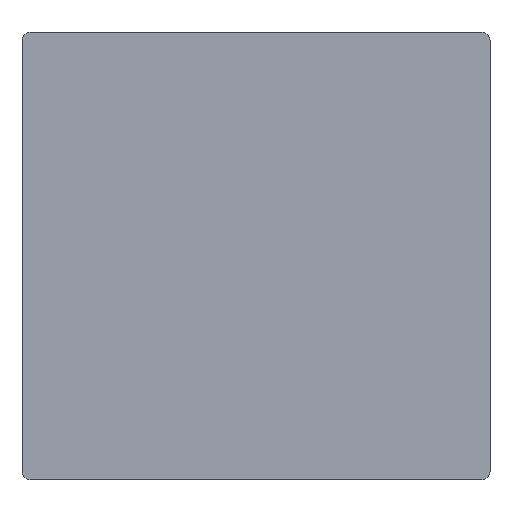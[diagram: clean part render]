
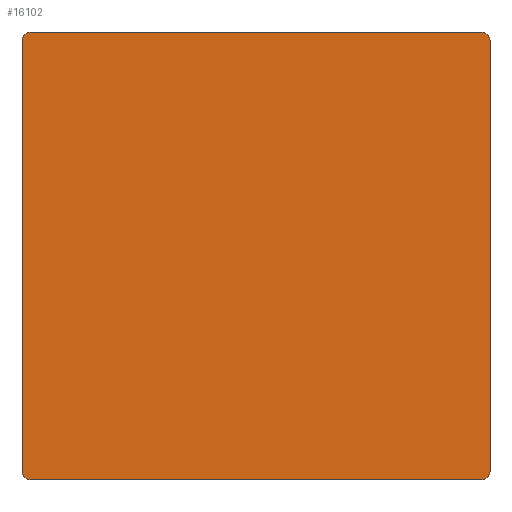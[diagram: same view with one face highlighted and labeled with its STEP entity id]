
A CAD part, front view. The second image highlights one B-rep face of the part: STEP entity #16102.
In plain terms, the highlighted planar face has unit normal (0, -1, 0).
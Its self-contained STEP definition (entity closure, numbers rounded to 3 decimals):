
#1156 = CARTESIAN_POINT ( 'NONE',  ( -1.41, -1.615, -1.395 ) ) ;
#1237 = CARTESIAN_POINT ( 'NONE',  ( 1.41, -1.615, 1.395 ) ) ;
#1293 = CARTESIAN_POINT ( 'NONE',  ( -1.41, -1.615, 1.395 ) ) ;
#1580 = CARTESIAN_POINT ( 'NONE',  ( 1.41, -1.615, -1.345 ) ) ;
#1584 = LINE ( 'NONE', #1585, #10778 ) ;
#1585 = CARTESIAN_POINT ( 'NONE',  ( -1.46, -1.615, 1.395 ) ) ;
#1586 = DIRECTION ( 'NONE',  ( 0., 0., -1. ) ) ;
#1590 = DIRECTION ( 'NONE',  ( 0., -1., 0. ) ) ;
#1591 = DIRECTION ( 'NONE',  ( -1., 0., 0. ) ) ;
#1592 = CARTESIAN_POINT ( 'NONE',  ( 1.41, -1.615, 1.345 ) ) ;
#1593 = LINE ( 'NONE', #1594, #10781 ) ;
#1594 = CARTESIAN_POINT ( 'NONE',  ( -1.46, -1.615, -1.395 ) ) ;
#1595 = DIRECTION ( 'NONE',  ( 1., 0., 0. ) ) ;
#1596 = LINE ( 'NONE', #1597, #10783 ) ;
#1597 = CARTESIAN_POINT ( 'NONE',  ( 1.46, -1.615, 1.395 ) ) ;
#1598 = DIRECTION ( 'NONE',  ( 0., 0., -1. ) ) ;
#1599 = DIRECTION ( 'NONE',  ( 0., -1., 0. ) ) ;
#1600 = DIRECTION ( 'NONE',  ( -1., 0., 0. ) ) ;
#1601 = CARTESIAN_POINT ( 'NONE',  ( -1.41, -1.615, 1.345 ) ) ;
#1602 = LINE ( 'NONE', #1603, #10785 ) ;
#1603 = CARTESIAN_POINT ( 'NONE',  ( -1.46, -1.615, 1.395 ) ) ;
#1604 = DIRECTION ( 'NONE',  ( 1., 0., 0. ) ) ;
#1605 = DIRECTION ( 'NONE',  ( 0., -1., 0. ) ) ;
#1606 = DIRECTION ( 'NONE',  ( -1., 0., 0. ) ) ;
#1607 = CARTESIAN_POINT ( 'NONE',  ( -1.41, -1.615, -1.345 ) ) ;
#1608 = DIRECTION ( 'NONE',  ( 0., -1., 0. ) ) ;
#1609 = DIRECTION ( 'NONE',  ( -1., 0., 0. ) ) ;
#3102 = VERTEX_POINT ( 'NONE', #3485 ) ;
#3485 = CARTESIAN_POINT ( 'NONE',  ( 1.41, -1.615, -1.395 ) ) ;
#4811 = FACE_OUTER_BOUND ( 'NONE', #22656, .T. ) ;
#5810 = VERTEX_POINT ( 'NONE', #21455 ) ;
#8976 = CARTESIAN_POINT ( 'NONE',  ( -1.46, -1.615, 1.345 ) ) ;
#9083 = CARTESIAN_POINT ( 'NONE',  ( 1.46, -1.615, -1.345 ) ) ;
#9140 = CARTESIAN_POINT ( 'NONE',  ( -1.46, -1.615, -1.345 ) ) ;
#10078 = VERTEX_POINT ( 'NONE', #1156 ) ;
#10230 = VERTEX_POINT ( 'NONE', #1237 ) ;
#10352 = VERTEX_POINT ( 'NONE', #1293 ) ;
#10495 = PLANE ( 'NONE',  #18207 ) ;
#10497 = CARTESIAN_POINT ( 'NONE',  ( -1.46, -1.615, 1.395 ) ) ;
#10499 = DIRECTION ( 'NONE',  ( 0., 1., 0. ) ) ;
#10501 = DIRECTION ( 'NONE',  ( -1., 0., 0. ) ) ;
#10775 = AXIS2_PLACEMENT_3D ( 'NONE', #1607, #1608, #1609 ) ;
#10777 = AXIS2_PLACEMENT_3D ( 'NONE', #1580, #1590, #1591 ) ;
#10778 = VECTOR ( 'NONE', #1586, 1000. ) ;
#10781 = VECTOR ( 'NONE', #1595, 1000. ) ;
#10782 = AXIS2_PLACEMENT_3D ( 'NONE', #1592, #1599, #1600 ) ;
#10783 = VECTOR ( 'NONE', #1598, 1000. ) ;
#10784 = AXIS2_PLACEMENT_3D ( 'NONE', #1601, #1605, #1606 ) ;
#10785 = VECTOR ( 'NONE', #1604, 1000. ) ;
#12718 = EDGE_CURVE ( 'NONE', #19272, #19436, #1584, .T. ) ;
#12720 = EDGE_CURVE ( 'NONE', #3102, #19379, #16722, .T. ) ;
#12721 = EDGE_CURVE ( 'NONE', #10078, #3102, #1593, .T. ) ;
#12722 = EDGE_CURVE ( 'NONE', #5810, #19379, #1596, .T. ) ;
#12723 = EDGE_CURVE ( 'NONE', #5810, #10230, #16723, .T. ) ;
#12724 = EDGE_CURVE ( 'NONE', #10352, #10230, #1602, .T. ) ;
#12725 = EDGE_CURVE ( 'NONE', #10352, #19272, #16724, .T. ) ;
#12726 = EDGE_CURVE ( 'NONE', #19436, #10078, #16725, .T. ) ;
#16102 = ADVANCED_FACE ( 'NONE', ( #4811 ), #10495, .F. ) ;
#16722 = CIRCLE ( 'NONE', #10777, 0.05 ) ;
#16723 = CIRCLE ( 'NONE', #10782, 0.05 ) ;
#16724 = CIRCLE ( 'NONE', #10784, 0.05 ) ;
#16725 = CIRCLE ( 'NONE', #10775, 0.05 ) ;
#18207 = AXIS2_PLACEMENT_3D ( 'NONE', #10497, #10499, #10501 ) ;
#19272 = VERTEX_POINT ( 'NONE', #8976 ) ;
#19379 = VERTEX_POINT ( 'NONE', #9083 ) ;
#19436 = VERTEX_POINT ( 'NONE', #9140 ) ;
#20313 = ORIENTED_EDGE ( 'NONE', *, *, #12721, .T. ) ;
#20314 = ORIENTED_EDGE ( 'NONE', *, *, #12722, .F. ) ;
#20315 = ORIENTED_EDGE ( 'NONE', *, *, #12720, .T. ) ;
#20316 = ORIENTED_EDGE ( 'NONE', *, *, #12723, .T. ) ;
#20317 = ORIENTED_EDGE ( 'NONE', *, *, #12724, .F. ) ;
#20318 = ORIENTED_EDGE ( 'NONE', *, *, #12725, .T. ) ;
#20319 = ORIENTED_EDGE ( 'NONE', *, *, #12718, .T. ) ;
#20320 = ORIENTED_EDGE ( 'NONE', *, *, #12726, .T. ) ;
#21455 = CARTESIAN_POINT ( 'NONE',  ( 1.46, -1.615, 1.345 ) ) ;
#22656 = EDGE_LOOP ( 'NONE', ( #20313, #20315, #20314, #20316, #20317, #20318, #20319, #20320 ) ) ;
